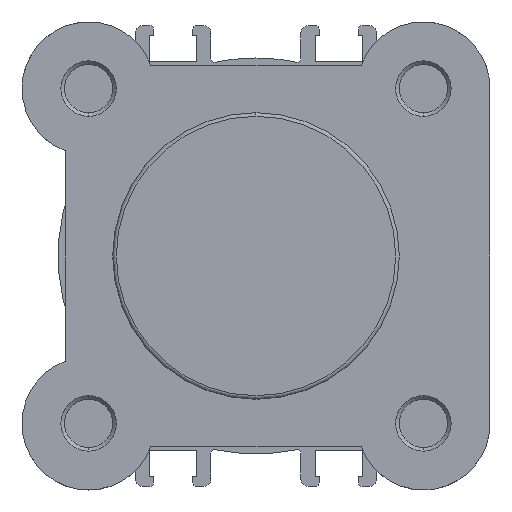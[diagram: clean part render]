
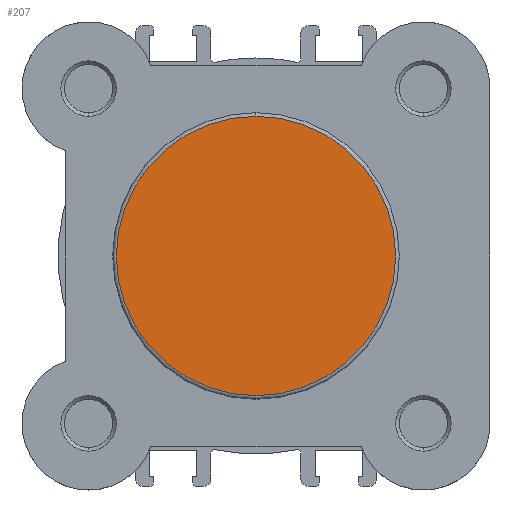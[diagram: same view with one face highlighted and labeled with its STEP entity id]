
A CAD part, left-side view. The second image highlights one B-rep face of the part: STEP entity #207.
In plain terms, the highlighted planar face has unit normal (-1, 0, 0).
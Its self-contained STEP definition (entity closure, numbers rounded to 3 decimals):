
#207 = ADVANCED_FACE ( 'NONE', ( #7402 ), #3252, .F. ) ;
#375 = VERTEX_POINT ( 'NONE', #3441 ) ;
#376 = VERTEX_POINT ( 'NONE', #3442 ) ;
#1436 = ORIENTED_EDGE ( 'NONE', *, *, #2333, .T. ) ;
#1552 = ORIENTED_EDGE ( 'NONE', *, *, #2393, .T. ) ;
#2333 = EDGE_CURVE ( 'NONE', #376, #375, #4642, .T. ) ;
#2393 = EDGE_CURVE ( 'NONE', #375, #376, #4731, .T. ) ;
#3029 = AXIS2_PLACEMENT_3D ( 'NONE', #3251, #3253, #3254 ) ;
#3104 = AXIS2_PLACEMENT_3D ( 'NONE', #4037, #4038, #4039 ) ;
#3137 = AXIS2_PLACEMENT_3D ( 'NONE', #4190, #4191, #4192 ) ;
#3251 = CARTESIAN_POINT ( 'NONE',  ( 0., 19.9, 0. ) ) ;
#3252 = PLANE ( 'NONE',  #3029 ) ;
#3253 = DIRECTION ( 'NONE',  ( 1., 0., 0. ) ) ;
#3254 = DIRECTION ( 'NONE',  ( 0., 0., -1. ) ) ;
#3441 = CARTESIAN_POINT ( 'NONE',  ( 0., 0., 19.4 ) ) ;
#3442 = CARTESIAN_POINT ( 'NONE',  ( 0., 0., -19.4 ) ) ;
#4037 = CARTESIAN_POINT ( 'NONE',  ( 0., 0., 0. ) ) ;
#4038 = DIRECTION ( 'NONE',  ( -1., 0., 0. ) ) ;
#4039 = DIRECTION ( 'NONE',  ( 0., 0., -1. ) ) ;
#4190 = CARTESIAN_POINT ( 'NONE',  ( 0., 0., 0. ) ) ;
#4191 = DIRECTION ( 'NONE',  ( -1., 0., 0. ) ) ;
#4192 = DIRECTION ( 'NONE',  ( 0., 0., -1. ) ) ;
#4642 = CIRCLE ( 'NONE', #3104, 19.4 ) ;
#4731 = CIRCLE ( 'NONE', #3137, 19.4 ) ;
#6492 = EDGE_LOOP ( 'NONE', ( #1436, #1552 ) ) ;
#7402 = FACE_OUTER_BOUND ( 'NONE', #6492, .T. ) ;
